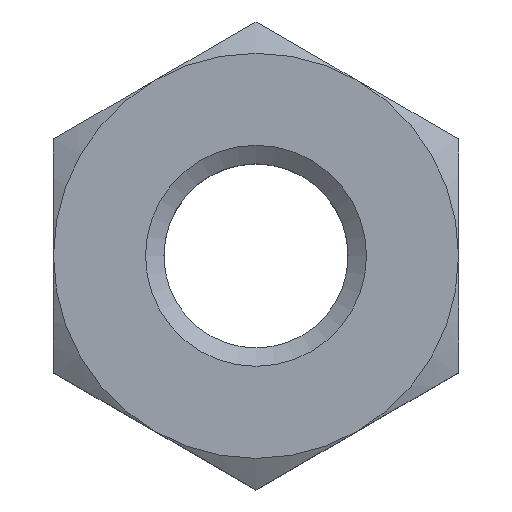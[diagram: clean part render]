
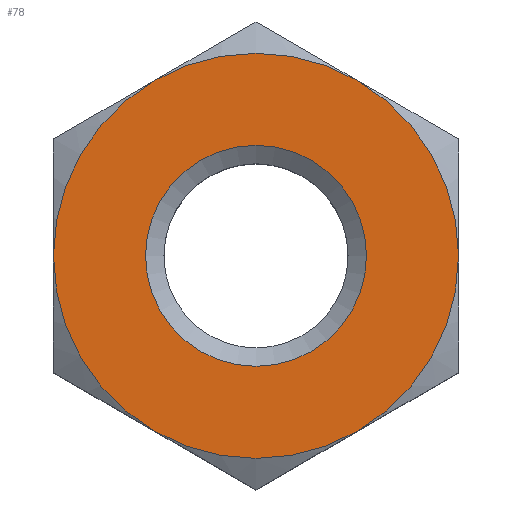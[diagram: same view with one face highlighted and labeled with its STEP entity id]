
A CAD part, top view. The second image highlights one B-rep face of the part: STEP entity #78.
In plain terms, the highlighted planar face has unit normal (0, 0, 1).
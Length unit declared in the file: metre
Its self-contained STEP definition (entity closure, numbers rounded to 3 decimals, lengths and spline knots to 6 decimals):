
#78 = ADVANCED_FACE( '', ( #160, #161 ), #162, .F. );
#160 = FACE_OUTER_BOUND( '', #245, .T. );
#161 = FACE_BOUND( '', #246, .T. );
#162 = PLANE( '', #247 );
#245 = EDGE_LOOP( '', ( #389, #390, #391, #392, #393, #394 ) );
#246 = EDGE_LOOP( '', ( #395 ) );
#247 = AXIS2_PLACEMENT_3D( '', #396, #397, #398 );
#389 = ORIENTED_EDGE( '', *, *, #468, .F. );
#390 = ORIENTED_EDGE( '', *, *, #494, .F. );
#391 = ORIENTED_EDGE( '', *, *, #482, .F. );
#392 = ORIENTED_EDGE( '', *, *, #516, .F. );
#393 = ORIENTED_EDGE( '', *, *, #486, .T. );
#394 = ORIENTED_EDGE( '', *, *, #471, .F. );
#395 = ORIENTED_EDGE( '', *, *, #521, .F. );
#396 = CARTESIAN_POINT( '', ( 0., 0.003175, 0. ) );
#397 = DIRECTION( '', ( 0., 0., -1. ) );
#398 = DIRECTION( '', ( -1., 0., 0. ) );
#468 = EDGE_CURVE( '', #538, #541, #542, .T. );
#471 = EDGE_CURVE( '', #541, #545, #546, .T. );
#482 = EDGE_CURVE( '', #563, #564, #565, .T. );
#486 = EDGE_CURVE( '', #570, #545, #571, .T. );
#494 = EDGE_CURVE( '', #564, #538, #583, .T. );
#516 = EDGE_CURVE( '', #570, #563, #613, .T. );
#521 = EDGE_CURVE( '', #618, #618, #619, .T. );
#538 = VERTEX_POINT( '', #638 );
#541 = VERTEX_POINT( '', #646 );
#542 = CIRCLE( '', #647, 0.00275 );
#545 = VERTEX_POINT( '', #653 );
#546 = CIRCLE( '', #654, 0.00275 );
#563 = VERTEX_POINT( '', #689 );
#564 = VERTEX_POINT( '', #690 );
#565 = CIRCLE( '', #691, 0.00275 );
#570 = VERTEX_POINT( '', #704 );
#571 = CIRCLE( '', #705, 0.00275 );
#583 = CIRCLE( '', #737, 0.00275 );
#613 = CIRCLE( '', #805, 0.00275 );
#618 = VERTEX_POINT( '', #814 );
#619 = CIRCLE( '', #815, 0.0015 );
#638 = CARTESIAN_POINT( '', ( -0.00275, 0., 0. ) );
#646 = CARTESIAN_POINT( '', ( -0.001375, 0.002382, 0. ) );
#647 = AXIS2_PLACEMENT_3D( '', #847, #848, #849 );
#653 = CARTESIAN_POINT( '', ( 0.001375, 0.002382, 0. ) );
#654 = AXIS2_PLACEMENT_3D( '', #850, #851, #852 );
#689 = CARTESIAN_POINT( '', ( 0.001375, -0.002382, 0. ) );
#690 = CARTESIAN_POINT( '', ( -0.001375, -0.002382, 0. ) );
#691 = AXIS2_PLACEMENT_3D( '', #862, #863, #864 );
#704 = CARTESIAN_POINT( '', ( 0.00275, 0., 0. ) );
#705 = AXIS2_PLACEMENT_3D( '', #865, #866, #867 );
#737 = AXIS2_PLACEMENT_3D( '', #871, #872, #873 );
#805 = AXIS2_PLACEMENT_3D( '', #887, #888, #889 );
#814 = CARTESIAN_POINT( '', ( 0.0015, 0., 0. ) );
#815 = AXIS2_PLACEMENT_3D( '', #891, #892, #893 );
#847 = CARTESIAN_POINT( '', ( 0., 0., 0. ) );
#848 = DIRECTION( '', ( 0., 0., -1. ) );
#849 = DIRECTION( '', ( -1., 0., 0. ) );
#850 = CARTESIAN_POINT( '', ( 0., 0., 0. ) );
#851 = DIRECTION( '', ( 0., 0., -1. ) );
#852 = DIRECTION( '', ( -1., 0., 0. ) );
#862 = CARTESIAN_POINT( '', ( 0., 0., 0. ) );
#863 = DIRECTION( '', ( 0., 0., -1. ) );
#864 = DIRECTION( '', ( -1., 0., 0. ) );
#865 = CARTESIAN_POINT( '', ( 0., 0., 0. ) );
#866 = DIRECTION( '', ( 0., 0., 1. ) );
#867 = DIRECTION( '', ( 1., 0., 0. ) );
#871 = CARTESIAN_POINT( '', ( 0., 0., 0. ) );
#872 = DIRECTION( '', ( 0., 0., -1. ) );
#873 = DIRECTION( '', ( -1., 0., 0. ) );
#887 = CARTESIAN_POINT( '', ( 0., 0., 0. ) );
#888 = DIRECTION( '', ( 0., 0., -1. ) );
#889 = DIRECTION( '', ( -1., 0., 0. ) );
#891 = CARTESIAN_POINT( '', ( 0., 0., 0. ) );
#892 = DIRECTION( '', ( 0., 0., 1. ) );
#893 = DIRECTION( '', ( 1., 0., 0. ) );
